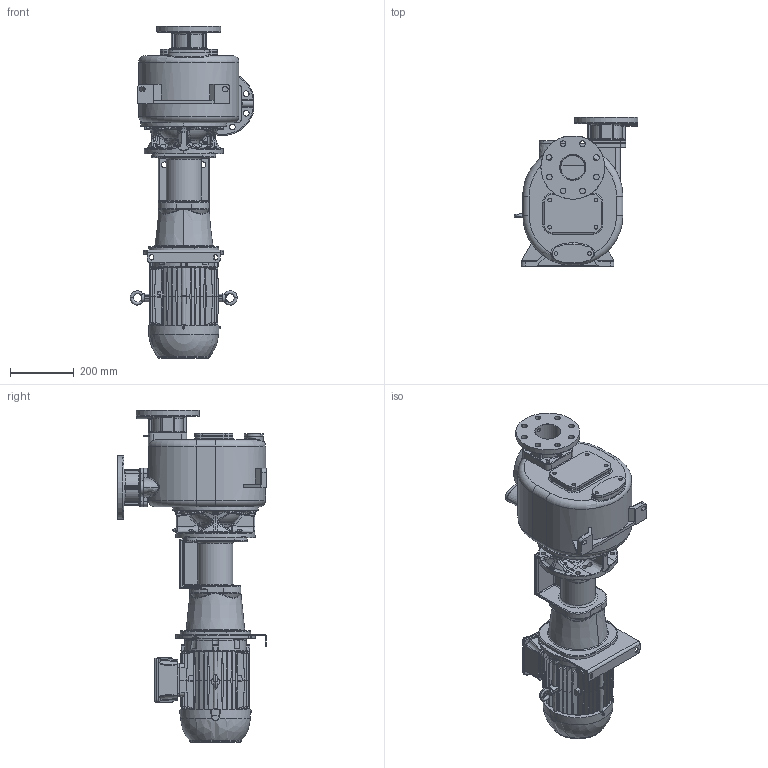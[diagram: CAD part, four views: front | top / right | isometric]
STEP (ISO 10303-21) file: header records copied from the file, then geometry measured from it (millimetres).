
FILE_DESCRIPTION((''),'2;1');
FILE_NAME('S_85_BBT_F','2021-06-08T15:29:23',('Nicola'),(''),'CREO PARAMETRIC BY PTC INC, 2020342','CREO PARAMETRIC BY PTC INC, 2020342','');
FILE_SCHEMA(('CONFIG_CONTROL_DESIGN'));
Products named in the file (1): S_85_BBT_F
Bounding box: 387.98 x 467 x 1040.6 mm (x, y, z)
Volume: 43330406.1 mm3; surface area: 1926334.3 mm2
Topology: 5 solids, 5 shells, 3642 faces, 8989 edges, 5600 vertices
Faces by surface type: plane 1898, bspline 570, cylinder 547, cone 397, torus 161, sphere 45, revolution 14, extrusion 10
Entity records: 177145 total; most frequent: CARTESIAN_POINT 95877, ORIENTED_EDGE 17970, DIRECTION 14993, EDGE_CURVE 8985, VERTEX_POINT 5600, AXIS2_PLACEMENT_3D 5216, VECTOR 4547, LINE 4537
